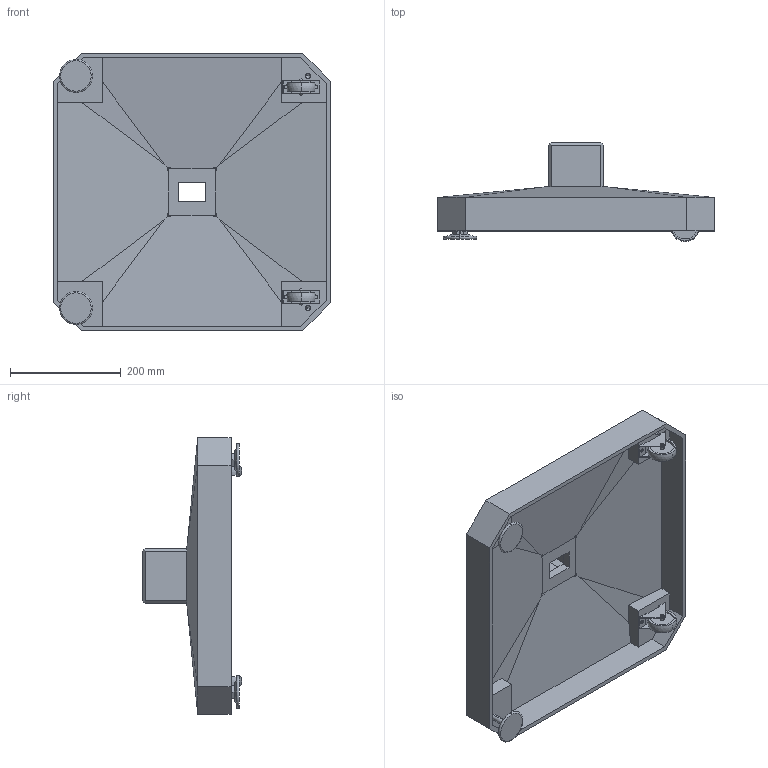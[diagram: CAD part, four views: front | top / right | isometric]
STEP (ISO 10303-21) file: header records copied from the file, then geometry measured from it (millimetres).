
FILE_DESCRIPTION((''),'2;1');
FILE_NAME('FREI_STEH_STANDFUSS_CS-2000-SL_ASM','2010-07-21T',('M.Fehring'),(''),'PRO/ENGINEER BY PARAMETRIC TECHNOLOGY CORPORATION, 2005070','PRO/ENGINEER BY PARAMETRIC TECHNOLOGY CORPORATION, 2005070','');
FILE_SCHEMA(('AUTOMOTIVE_DESIGN_CC2 { 1 2 10303 214 -1 1 5 2 }'));
Length unit declared in the file: millimetre
Products named in the file (8): FREI_STEH_STANDFUSS_CS-2000-SL; GEWINDESTIFTM10X12; 9252016000_001; BOCK_F_ROLLE; ROLLE_F_BOCK; NIET_F_BOCKROLLE; BOCKROLLE_ASM; FREI_STEH_STANDFUSS_CS-2000-SL_ASM
Assembly tree (10 placements, depth 3):
  FREI_STEH_STANDFUSS_CS-2000-SL_ASM
    FREI_STEH_STANDFUSS_CS-2000-SL
    GEWINDESTIFTM10X12  x2
    9252016000_001  x2
    BOCKROLLE_ASM  x2
      BOCK_F_ROLLE
      ROLLE_F_BOCK
      NIET_F_BOCKROLLE
Bounding box: 500 x 179.1 x 500 mm (x, y, z)
Volume: 3867680.3 mm3; surface area: 800100 mm2
Topology: 13 solids, 13 shells, 306 faces, 748 edges, 476 vertices
Faces by surface type: plane 186, cylinder 76, cone 20, torus 12, sphere 12
Entity records: 7696 total; most frequent: DIRECTION 1074, CARTESIAN_POINT 1046, ORIENTED_EDGE 996, EDGE_CURVE 498, PRESENTATION_STYLE_ASSIGNMENT 472, STYLED_ITEM 472, CURVE_STYLE 466, VECTOR 374
